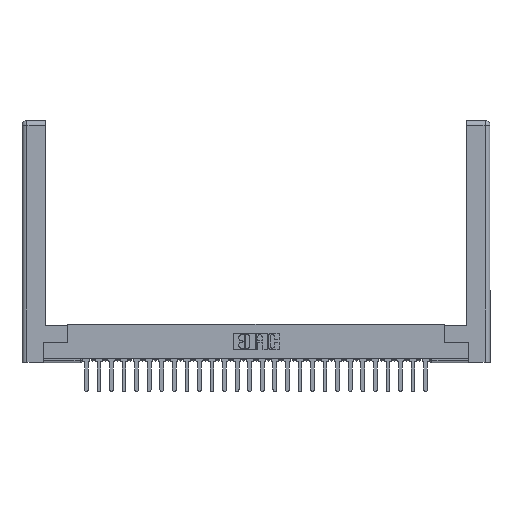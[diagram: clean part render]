
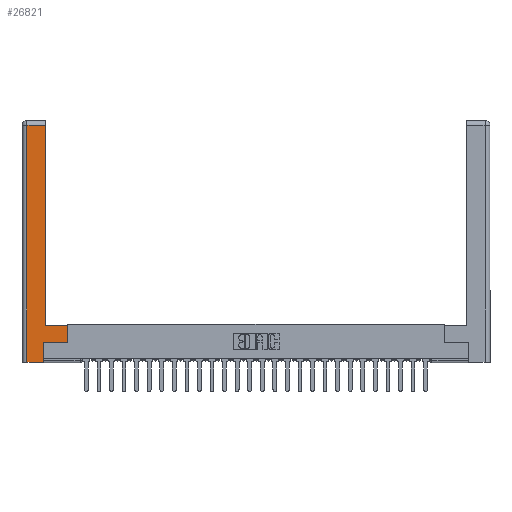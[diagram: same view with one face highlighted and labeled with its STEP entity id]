
A CAD part, top view. The second image highlights one B-rep face of the part: STEP entity #26821.
In plain terms, the highlighted planar face has unit normal (0, 0, 1).
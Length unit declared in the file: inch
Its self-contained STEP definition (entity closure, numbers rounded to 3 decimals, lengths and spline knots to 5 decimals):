
#307 = DIRECTION ( 'NONE',  ( 0., 0., -1. ) ) ;
#874 = VERTEX_POINT ( 'NONE', #13975 ) ;
#1364 = ORIENTED_EDGE ( 'NONE', *, *, #20026, .T. ) ;
#1691 = CARTESIAN_POINT ( 'NONE',  ( 0.565, 0.245, 0. ) ) ;
#2199 = DIRECTION ( 'NONE',  ( 0., -1., 0. ) ) ;
#2217 = VERTEX_POINT ( 'NONE', #2950 ) ;
#2310 = LINE ( 'NONE', #21463, #20037 ) ;
#2346 = VERTEX_POINT ( 'NONE', #19624 ) ;
#2594 = LINE ( 'NONE', #17615, #11457 ) ;
#2950 = CARTESIAN_POINT ( 'NONE',  ( 0.565, 0.45, 0. ) ) ;
#3288 = VECTOR ( 'NONE', #10777, 39.37008 ) ;
#4092 = DIRECTION ( 'NONE',  ( 0., 1., 0. ) ) ;
#4632 = LINE ( 'NONE', #14715, #23122 ) ;
#4640 = EDGE_CURVE ( 'NONE', #5097, #2217, #4632, .T. ) ;
#5097 = VERTEX_POINT ( 'NONE', #21144 ) ;
#5505 = CARTESIAN_POINT ( 'NONE',  ( 0.265, 0., 0. ) ) ;
#5940 = CARTESIAN_POINT ( 'NONE',  ( 0.0615, 2.94, 0. ) ) ;
#5973 = FACE_OUTER_BOUND ( 'NONE', #6253, .T. ) ;
#6045 = ORIENTED_EDGE ( 'NONE', *, *, #21708, .T. ) ;
#6253 = EDGE_LOOP ( 'NONE', ( #11417, #27206, #22763, #1364, #6045, #13638, #17638, #17110 ) ) ;
#6258 = LINE ( 'NONE', #17159, #11395 ) ;
#6429 = VERTEX_POINT ( 'NONE', #5505 ) ;
#6856 = LINE ( 'NONE', #24469, #14022 ) ;
#8761 = CARTESIAN_POINT ( 'NONE',  ( 0.265, 0., 0. ) ) ;
#9959 = EDGE_CURVE ( 'NONE', #2346, #23700, #6856, .T. ) ;
#10777 = DIRECTION ( 'NONE',  ( 1., 0., 0. ) ) ;
#11395 = VECTOR ( 'NONE', #4092, 39.37008 ) ;
#11417 = ORIENTED_EDGE ( 'NONE', *, *, #9959, .T. ) ;
#11457 = VECTOR ( 'NONE', #2199, 39.37008 ) ;
#12597 = EDGE_CURVE ( 'NONE', #2217, #2346, #2310, .T. ) ;
#12682 = EDGE_CURVE ( 'NONE', #874, #5097, #22088, .T. ) ;
#13346 = CARTESIAN_POINT ( 'NONE',  ( 0., 0., 0. ) ) ;
#13638 = ORIENTED_EDGE ( 'NONE', *, *, #12682, .T. ) ;
#13975 = CARTESIAN_POINT ( 'NONE',  ( 0.265, 0.245, 0. ) ) ;
#14022 = VECTOR ( 'NONE', #24663, 39.37008 ) ;
#14715 = CARTESIAN_POINT ( 'NONE',  ( 0.565, 0.45, 0. ) ) ;
#15572 = DIRECTION ( 'NONE',  ( -1., 0., 0. ) ) ;
#15940 = PLANE ( 'NONE',  #23581 ) ;
#17110 = ORIENTED_EDGE ( 'NONE', *, *, #12597, .T. ) ;
#17159 = CARTESIAN_POINT ( 'NONE',  ( 0.265, 0.245, 0. ) ) ;
#17615 = CARTESIAN_POINT ( 'NONE',  ( 0.0615, 0., 0. ) ) ;
#17638 = ORIENTED_EDGE ( 'NONE', *, *, #4640, .T. ) ;
#17965 = VECTOR ( 'NONE', #19207, 39.37008 ) ;
#18573 = CARTESIAN_POINT ( 'NONE',  ( 0.295, 2.94, 0. ) ) ;
#18988 = VECTOR ( 'NONE', #28128, 39.37008 ) ;
#19207 = DIRECTION ( 'NONE',  ( 1., 0., 0. ) ) ;
#19624 = CARTESIAN_POINT ( 'NONE',  ( 0.295, 0.45, 0. ) ) ;
#20015 = EDGE_CURVE ( 'NONE', #23700, #21063, #26559, .T. ) ;
#20026 = EDGE_CURVE ( 'NONE', #27029, #6429, #20703, .T. ) ;
#20037 = VECTOR ( 'NONE', #21554, 39.37008 ) ;
#20052 = EDGE_CURVE ( 'NONE', #21063, #27029, #2594, .T. ) ;
#20703 = LINE ( 'NONE', #8761, #3288 ) ;
#21063 = VERTEX_POINT ( 'NONE', #5940 ) ;
#21144 = CARTESIAN_POINT ( 'NONE',  ( 0.565, 0.245, 0. ) ) ;
#21463 = CARTESIAN_POINT ( 'NONE',  ( 0.295, 0.45, 0. ) ) ;
#21554 = DIRECTION ( 'NONE',  ( -1., 0., 0. ) ) ;
#21708 = EDGE_CURVE ( 'NONE', #6429, #874, #6258, .T. ) ;
#22088 = LINE ( 'NONE', #1691, #17965 ) ;
#22763 = ORIENTED_EDGE ( 'NONE', *, *, #20052, .T. ) ;
#23122 = VECTOR ( 'NONE', #25399, 39.37008 ) ;
#23581 = AXIS2_PLACEMENT_3D ( 'NONE', #13346, #307, #15572 ) ;
#23700 = VERTEX_POINT ( 'NONE', #18573 ) ;
#24469 = CARTESIAN_POINT ( 'NONE',  ( 0.295, 3., 0. ) ) ;
#24663 = DIRECTION ( 'NONE',  ( 0., 1., 0. ) ) ;
#25399 = DIRECTION ( 'NONE',  ( 0., 1., 0. ) ) ;
#25567 = CARTESIAN_POINT ( 'NONE',  ( 0.0615, 0., 0. ) ) ;
#25861 = CARTESIAN_POINT ( 'NONE',  ( 0.0615, 2.94, 0. ) ) ;
#26559 = LINE ( 'NONE', #25861, #18988 ) ;
#26821 = ADVANCED_FACE ( 'NONE', ( #5973 ), #15940, .F. ) ;
#27029 = VERTEX_POINT ( 'NONE', #25567 ) ;
#27206 = ORIENTED_EDGE ( 'NONE', *, *, #20015, .T. ) ;
#28128 = DIRECTION ( 'NONE',  ( -1., 0., 0. ) ) ;
